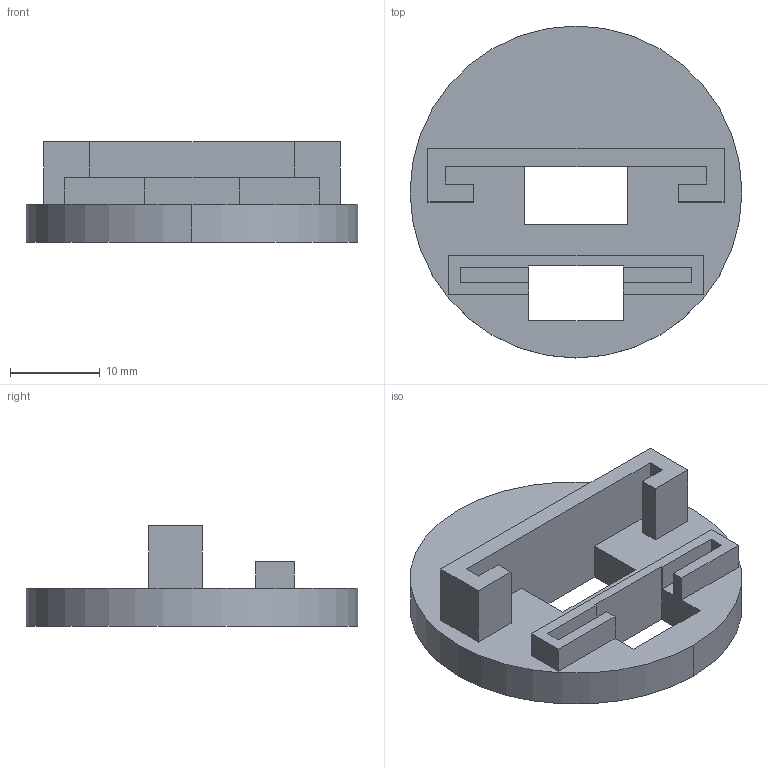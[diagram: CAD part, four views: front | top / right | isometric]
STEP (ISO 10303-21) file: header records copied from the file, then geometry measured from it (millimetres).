
FILE_DESCRIPTION(/* description */ (''),/* implementation_level */ '2;1');
FILE_NAME(/* name */ 'structure_base_v3',/* time_stamp */ '2025-06-23T17:56:15+02:00',/* author */ (''),/* organization */ (''),/* preprocessor_version */ 'ST-DEVELOPER v19.2',/* originating_system */ 'Rhino 8.12',/* authorisation */ '');
FILE_SCHEMA (('CONFIG_CONTROL_DESIGN'));
Length unit declared in the file: millimetre
Products named in the file (1): Document
Bounding box: 37 x 37 x 11.22 mm (x, y, z)
Volume: 4800.1 mm3; surface area: 3650.4 mm2
Topology: 1 solids, 1 shells, 38 faces, 108 edges, 72 vertices
Faces by surface type: plane 36, cylinder 2
Entity records: 1180 total; most frequent: CARTESIAN_POINT 334, ORIENTED_EDGE 216, EDGE_CURVE 108, B_SPLINE_CURVE_WITH_KNOTS 102, VERTEX_POINT 72, DIRECTION 50, AXIS2_PLACEMENT_3D 44, EDGE_LOOP 42
